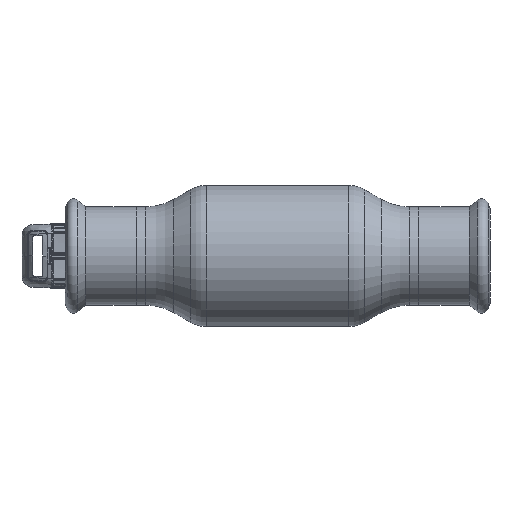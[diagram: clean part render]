
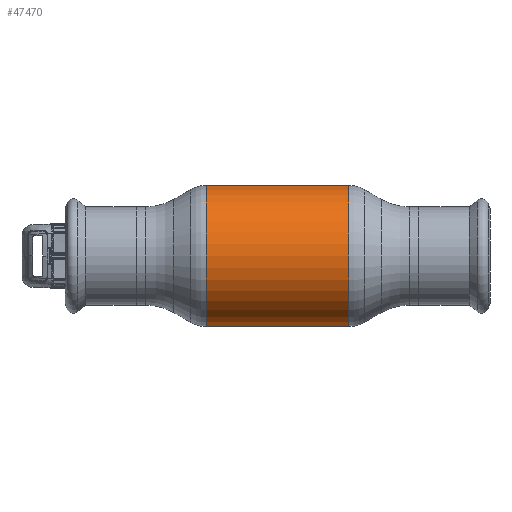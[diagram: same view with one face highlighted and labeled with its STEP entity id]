
A CAD part, front view. The second image highlights one B-rep face of the part: STEP entity #47470.
In plain terms, the highlighted cylindrical face has radius 27.5 mm (diameter 55 mm), a partial arc.
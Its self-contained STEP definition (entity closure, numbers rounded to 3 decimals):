
#980 = DIRECTION ( 'NONE',  ( 0., 0., 1. ) ) ;
#1486 = CARTESIAN_POINT ( 'NONE',  ( -27.785, 0., 0. ) ) ;
#1901 = CIRCLE ( 'NONE', #13793, 27.5 ) ;
#2634 = VERTEX_POINT ( 'NONE', #59297 ) ;
#2942 = CARTESIAN_POINT ( 'NONE',  ( 27.785, 0., 0. ) ) ;
#7416 = VERTEX_POINT ( 'NONE', #36043 ) ;
#8810 = VERTEX_POINT ( 'NONE', #57566 ) ;
#9087 = VECTOR ( 'NONE', #12476, 1000. ) ;
#12476 = DIRECTION ( 'NONE',  ( -1., 0., 0. ) ) ;
#13793 = AXIS2_PLACEMENT_3D ( 'NONE', #2942, #50510, #26751 ) ;
#16179 = VECTOR ( 'NONE', #17298, 1000. ) ;
#17298 = DIRECTION ( 'NONE',  ( -1., 0., 0. ) ) ;
#18734 = CARTESIAN_POINT ( 'NONE',  ( -27.785, 0., 27.5 ) ) ;
#24084 = EDGE_CURVE ( 'NONE', #8810, #2634, #59011, .T. ) ;
#24387 = CARTESIAN_POINT ( 'NONE',  ( -62.69, 0., 0. ) ) ;
#24666 = DIRECTION ( 'NONE',  ( 0., 0., 1. ) ) ;
#26751 = DIRECTION ( 'NONE',  ( 0., 0., 1. ) ) ;
#27146 = CYLINDRICAL_SURFACE ( 'NONE', #32221, 27.5 ) ;
#30977 = EDGE_LOOP ( 'NONE', ( #39736, #55579, #41551, #57323 ) ) ;
#31363 = CARTESIAN_POINT ( 'NONE',  ( -62.69, 0., -27.5 ) ) ;
#32221 = AXIS2_PLACEMENT_3D ( 'NONE', #24387, #34203, #980 ) ;
#32322 = CIRCLE ( 'NONE', #46721, 27.5 ) ;
#34203 = DIRECTION ( 'NONE',  ( -1., 0., 0. ) ) ;
#36043 = CARTESIAN_POINT ( 'NONE',  ( 27.785, 0., 27.5 ) ) ;
#39736 = ORIENTED_EDGE ( 'NONE', *, *, #24084, .F. ) ;
#40183 = VERTEX_POINT ( 'NONE', #18734 ) ;
#40255 = EDGE_CURVE ( 'NONE', #2634, #40183, #32322, .T. ) ;
#41160 = LINE ( 'NONE', #54217, #16179 ) ;
#41551 = ORIENTED_EDGE ( 'NONE', *, *, #46880, .T. ) ;
#43219 = EDGE_CURVE ( 'NONE', #8810, #7416, #1901, .T. ) ;
#46721 = AXIS2_PLACEMENT_3D ( 'NONE', #1486, #52317, #24666 ) ;
#46880 = EDGE_CURVE ( 'NONE', #7416, #40183, #41160, .T. ) ;
#47470 = ADVANCED_FACE ( 'NONE', ( #54251 ), #27146, .T. ) ;
#50510 = DIRECTION ( 'NONE',  ( -1., 0., 0. ) ) ;
#52317 = DIRECTION ( 'NONE',  ( -1., 0., 0. ) ) ;
#54217 = CARTESIAN_POINT ( 'NONE',  ( -62.69, 0., 27.5 ) ) ;
#54251 = FACE_OUTER_BOUND ( 'NONE', #30977, .T. ) ;
#55579 = ORIENTED_EDGE ( 'NONE', *, *, #43219, .T. ) ;
#57323 = ORIENTED_EDGE ( 'NONE', *, *, #40255, .F. ) ;
#57566 = CARTESIAN_POINT ( 'NONE',  ( 27.785, 0., -27.5 ) ) ;
#59011 = LINE ( 'NONE', #31363, #9087 ) ;
#59297 = CARTESIAN_POINT ( 'NONE',  ( -27.785, 0., -27.5 ) ) ;
